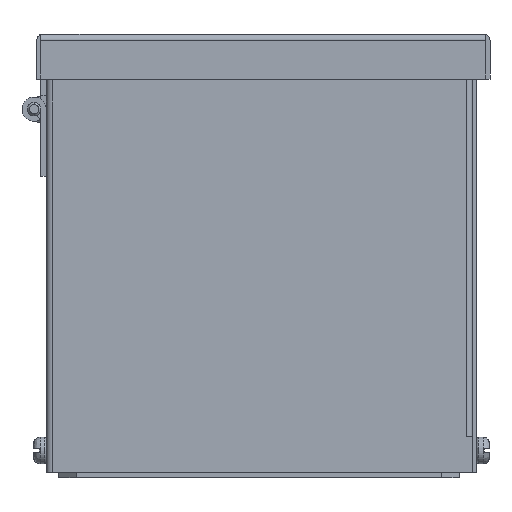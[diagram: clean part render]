
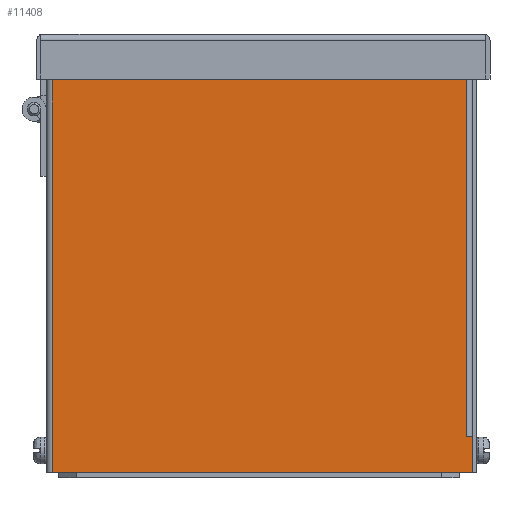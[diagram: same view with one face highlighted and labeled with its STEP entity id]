
A CAD part, front view. The second image highlights one B-rep face of the part: STEP entity #11408.
In plain terms, the highlighted planar face has unit normal (0, -1, 0).
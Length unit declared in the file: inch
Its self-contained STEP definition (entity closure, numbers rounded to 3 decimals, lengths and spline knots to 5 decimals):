
#435 = VECTOR ( 'NONE', #11596, 39.37008 ) ;
#679 = VERTEX_POINT ( 'NONE', #15063 ) ;
#957 = CARTESIAN_POINT ( 'NONE',  ( -2.8765, -4., -0.486 ) ) ;
#1075 = LINE ( 'NONE', #7115, #8409 ) ;
#1357 = LINE ( 'NONE', #17776, #23375 ) ;
#1797 = DIRECTION ( 'NONE',  ( 0., 0., 1. ) ) ;
#2481 = LINE ( 'NONE', #20514, #14113 ) ;
#3324 = ORIENTED_EDGE ( 'NONE', *, *, #6768, .T. ) ;
#3377 = EDGE_CURVE ( 'NONE', #20651, #18974, #7651, .T. ) ;
#3641 = DIRECTION ( 'NONE',  ( -1., 0., 0. ) ) ;
#4825 = CARTESIAN_POINT ( 'NONE',  ( 2.9805, -4., 0.01392 ) ) ;
#5348 = CARTESIAN_POINT ( 'NONE',  ( -2.9155, -4., 5.514 ) ) ;
#5432 = DIRECTION ( 'NONE',  ( 0., 0., -1. ) ) ;
#5847 = ORIENTED_EDGE ( 'NONE', *, *, #18115, .T. ) ;
#6231 = DIRECTION ( 'NONE',  ( -1., 0., 0. ) ) ;
#6400 = VERTEX_POINT ( 'NONE', #22280 ) ;
#6768 = EDGE_CURVE ( 'NONE', #27116, #6400, #24451, .T. ) ;
#6934 = EDGE_CURVE ( 'NONE', #26628, #679, #21125, .T. ) ;
#7115 = CARTESIAN_POINT ( 'NONE',  ( 2.8945, -4., 5.514 ) ) ;
#7173 = EDGE_CURVE ( 'NONE', #18974, #14338, #9056, .T. ) ;
#7308 = DIRECTION ( 'NONE',  ( 0., -1., 0. ) ) ;
#7435 = VECTOR ( 'NONE', #23815, 39.37008 ) ;
#7651 = LINE ( 'NONE', #14983, #15961 ) ;
#7923 = CARTESIAN_POINT ( 'NONE',  ( 2.8945, -4., 0.01392 ) ) ;
#8409 = VECTOR ( 'NONE', #26303, 39.37008 ) ;
#8748 = CARTESIAN_POINT ( 'NONE',  ( -2.8765, -4., -0.486 ) ) ;
#9056 = LINE ( 'NONE', #9510, #12723 ) ;
#9103 = CARTESIAN_POINT ( 'NONE',  ( 2.5315, -4., 5.454 ) ) ;
#9510 = CARTESIAN_POINT ( 'NONE',  ( 2.5315, -4., 5.514 ) ) ;
#10471 = CARTESIAN_POINT ( 'NONE',  ( 2.5315, -4., 5.514 ) ) ;
#10729 = VERTEX_POINT ( 'NONE', #15749 ) ;
#11408 = ADVANCED_FACE ( 'NONE', ( #13238 ), #13619, .T. ) ;
#11470 = LINE ( 'NONE', #7923, #18836 ) ;
#11596 = DIRECTION ( 'NONE',  ( 1., 0., 0. ) ) ;
#11917 = VECTOR ( 'NONE', #17735, 39.37008 ) ;
#12592 = LINE ( 'NONE', #957, #11917 ) ;
#12723 = VECTOR ( 'NONE', #26767, 39.37008 ) ;
#13238 = FACE_OUTER_BOUND ( 'NONE', #27588, .T. ) ;
#13474 = CARTESIAN_POINT ( 'NONE',  ( 2.8945, -4., 0.014 ) ) ;
#13619 = PLANE ( 'NONE',  #16678 ) ;
#14113 = VECTOR ( 'NONE', #3641, 39.37008 ) ;
#14152 = ORIENTED_EDGE ( 'NONE', *, *, #18797, .T. ) ;
#14338 = VERTEX_POINT ( 'NONE', #10471 ) ;
#14983 = CARTESIAN_POINT ( 'NONE',  ( -2.9155, -4., 5.454 ) ) ;
#15063 = CARTESIAN_POINT ( 'NONE',  ( 2.9805, -4., -0.486 ) ) ;
#15749 = CARTESIAN_POINT ( 'NONE',  ( -2.8765, -4., 5.514 ) ) ;
#15961 = VECTOR ( 'NONE', #6231, 39.37008 ) ;
#16444 = ORIENTED_EDGE ( 'NONE', *, *, #7173, .T. ) ;
#16678 = AXIS2_PLACEMENT_3D ( 'NONE', #5348, #7308, #5432 ) ;
#17447 = EDGE_CURVE ( 'NONE', #18084, #20651, #1075, .T. ) ;
#17689 = ORIENTED_EDGE ( 'NONE', *, *, #21332, .F. ) ;
#17735 = DIRECTION ( 'NONE',  ( 0., 0., 1. ) ) ;
#17776 = CARTESIAN_POINT ( 'NONE',  ( 2.9805, -4., 5.514 ) ) ;
#17843 = CARTESIAN_POINT ( 'NONE',  ( -2.9055, -4., -0.486 ) ) ;
#18084 = VERTEX_POINT ( 'NONE', #13474 ) ;
#18115 = EDGE_CURVE ( 'NONE', #679, #27116, #1357, .T. ) ;
#18797 = EDGE_CURVE ( 'NONE', #6400, #18084, #11470, .T. ) ;
#18836 = VECTOR ( 'NONE', #1797, 39.37008 ) ;
#18974 = VERTEX_POINT ( 'NONE', #9103 ) ;
#18975 = ORIENTED_EDGE ( 'NONE', *, *, #17447, .T. ) ;
#19405 = CARTESIAN_POINT ( 'NONE',  ( 2.8945, -4., 5.454 ) ) ;
#20341 = DIRECTION ( 'NONE',  ( 0., 0., 1. ) ) ;
#20514 = CARTESIAN_POINT ( 'NONE',  ( -2.9055, -4., 5.514 ) ) ;
#20651 = VERTEX_POINT ( 'NONE', #19405 ) ;
#20928 = ORIENTED_EDGE ( 'NONE', *, *, #22617, .T. ) ;
#21125 = LINE ( 'NONE', #17843, #435 ) ;
#21332 = EDGE_CURVE ( 'NONE', #26628, #10729, #12592, .T. ) ;
#21572 = ORIENTED_EDGE ( 'NONE', *, *, #6934, .T. ) ;
#22280 = CARTESIAN_POINT ( 'NONE',  ( 2.8945, -4., 0.01392 ) ) ;
#22617 = EDGE_CURVE ( 'NONE', #14338, #10729, #2481, .T. ) ;
#23296 = CARTESIAN_POINT ( 'NONE',  ( -2.9155, -4., 0.01392 ) ) ;
#23375 = VECTOR ( 'NONE', #20341, 39.37008 ) ;
#23815 = DIRECTION ( 'NONE',  ( -1., 0., 0. ) ) ;
#24201 = ORIENTED_EDGE ( 'NONE', *, *, #3377, .T. ) ;
#24451 = LINE ( 'NONE', #23296, #7435 ) ;
#26303 = DIRECTION ( 'NONE',  ( 0., 0., 1. ) ) ;
#26628 = VERTEX_POINT ( 'NONE', #8748 ) ;
#26767 = DIRECTION ( 'NONE',  ( 0., 0., 1. ) ) ;
#27116 = VERTEX_POINT ( 'NONE', #4825 ) ;
#27588 = EDGE_LOOP ( 'NONE', ( #14152, #18975, #24201, #16444, #20928, #17689, #21572, #5847, #3324 ) ) ;
